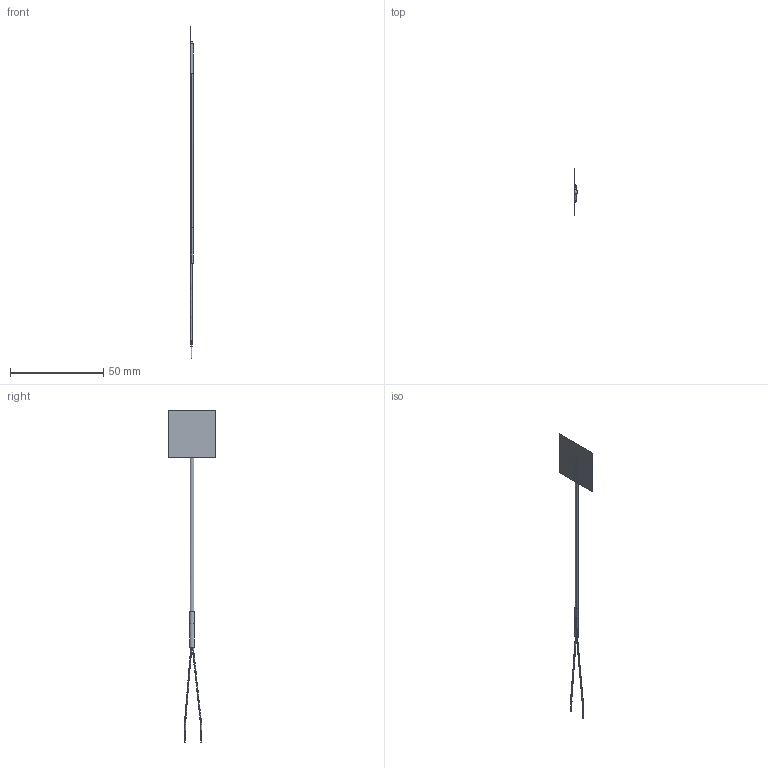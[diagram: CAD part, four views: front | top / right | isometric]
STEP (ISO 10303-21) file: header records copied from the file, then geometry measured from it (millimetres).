
FILE_DESCRIPTION (( 'STEP AP214' ), '1' );
FILE_NAME ('THMK-S02L06-01.STEP', '2021-06-09T14:37:23', ( '' ), ( '' ), 'SwSTEP 2.0', 'SolidWorks 2017', '' );
FILE_SCHEMA (( 'AUTOMOTIVE_DESIGN' ));
Length unit declared in the file: inch
Products named in the file (1): THMK-S02L06-01
Bounding box: 1.46 x 25.4 x 177.8 mm (x, y, z)
Volume: 371.5 mm3; surface area: 2122.7 mm2
Topology: 3 solids, 3 shells, 37 faces, 79 edges, 51 vertices
Faces by surface type: cylinder 14, plane 14, bspline 9
Entity records: 1670 total; most frequent: CARTESIAN_POINT 374, ORIENTED_EDGE 156, DIRECTION 150, EDGE_CURVE 78, AXIS2_PLACEMENT_3D 61, VERTEX_POINT 51, UNCERTAINTY_MEASURE_WITH_UNIT 42, LENGTH_MEASURE_WITH_UNIT 42
